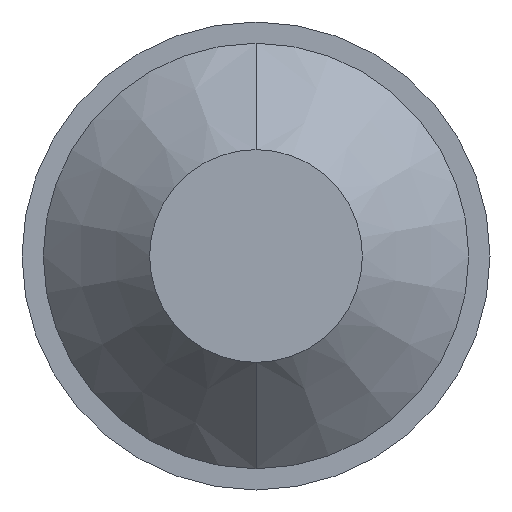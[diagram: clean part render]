
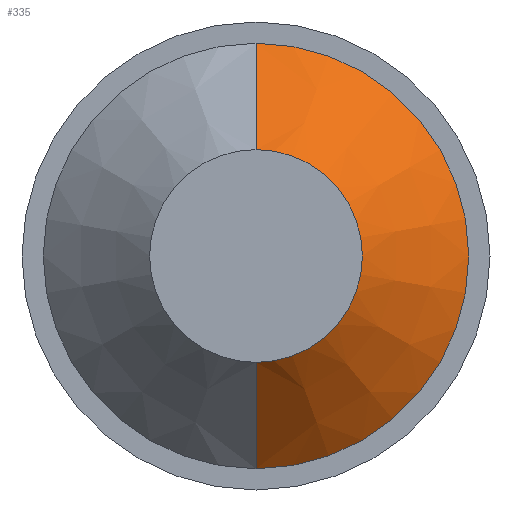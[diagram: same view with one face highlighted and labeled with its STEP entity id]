
A CAD part, front view. The second image highlights one B-rep face of the part: STEP entity #335.
In plain terms, the highlighted conical face has half-angle 45 degrees and reference radius 0.5 mm.
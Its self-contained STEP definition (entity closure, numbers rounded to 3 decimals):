
#10 = CIRCLE ( 'NONE', #190, 0.5 ) ;
#19 = EDGE_CURVE ( 'NONE', #357, #85, #337, .T. ) ;
#24 = FACE_OUTER_BOUND ( 'NONE', #279, .T. ) ;
#33 = CARTESIAN_POINT ( 'NONE',  ( 0., 0., -0.5 ) ) ;
#53 = DIRECTION ( 'NONE',  ( 0., 0., 1. ) ) ;
#54 = CARTESIAN_POINT ( 'NONE',  ( 0., 0., -0.5 ) ) ;
#66 = DIRECTION ( 'NONE',  ( 0., 1., 0. ) ) ;
#77 = EDGE_CURVE ( 'NONE', #359, #85, #336, .T. ) ;
#85 = VERTEX_POINT ( 'NONE', #353 ) ;
#106 = EDGE_CURVE ( 'NONE', #303, #359, #293, .T. ) ;
#110 = CARTESIAN_POINT ( 'NONE',  ( 0., 0.5, 1. ) ) ;
#122 = EDGE_CURVE ( 'NONE', #357, #303, #10, .T. ) ;
#124 = CARTESIAN_POINT ( 'NONE',  ( 0., 0., 0.5 ) ) ;
#139 = VECTOR ( 'NONE', #159, 1000. ) ;
#144 = CARTESIAN_POINT ( 'NONE',  ( 0., 0., 0. ) ) ;
#155 = DIRECTION ( 'NONE',  ( 0., -1., 0. ) ) ;
#157 = DIRECTION ( 'NONE',  ( 0., 0., -1. ) ) ;
#159 = DIRECTION ( 'NONE',  ( 0., 0.707, 0.707 ) ) ;
#160 = ORIENTED_EDGE ( 'NONE', *, *, #122, .F. ) ;
#182 = CARTESIAN_POINT ( 'NONE',  ( 0., 0.5, 0. ) ) ;
#190 = AXIS2_PLACEMENT_3D ( 'NONE', #331, #155, #212 ) ;
#212 = DIRECTION ( 'NONE',  ( 0., 0., -1. ) ) ;
#214 = AXIS2_PLACEMENT_3D ( 'NONE', #182, #66, #157 ) ;
#224 = VECTOR ( 'NONE', #264, 1000. ) ;
#227 = CARTESIAN_POINT ( 'NONE',  ( 0., 0., 0.5 ) ) ;
#228 = DIRECTION ( 'NONE',  ( 0., 1., 0. ) ) ;
#264 = DIRECTION ( 'NONE',  ( 0., 0.707, -0.707 ) ) ;
#279 = EDGE_LOOP ( 'NONE', ( #160, #314, #350, #309 ) ) ;
#293 = LINE ( 'NONE', #124, #139 ) ;
#303 = VERTEX_POINT ( 'NONE', #227 ) ;
#309 = ORIENTED_EDGE ( 'NONE', *, *, #106, .F. ) ;
#310 = CONICAL_SURFACE ( 'NONE', #368, 0.5, 0.785 ) ;
#314 = ORIENTED_EDGE ( 'NONE', *, *, #19, .T. ) ;
#331 = CARTESIAN_POINT ( 'NONE',  ( 0., 0., 0. ) ) ;
#335 = ADVANCED_FACE ( 'NONE', ( #24 ), #310, .T. ) ;
#336 = CIRCLE ( 'NONE', #214, 1. ) ;
#337 = LINE ( 'NONE', #33, #224 ) ;
#350 = ORIENTED_EDGE ( 'NONE', *, *, #77, .F. ) ;
#353 = CARTESIAN_POINT ( 'NONE',  ( 0., 0.5, -1. ) ) ;
#357 = VERTEX_POINT ( 'NONE', #54 ) ;
#359 = VERTEX_POINT ( 'NONE', #110 ) ;
#368 = AXIS2_PLACEMENT_3D ( 'NONE', #144, #228, #53 ) ;
